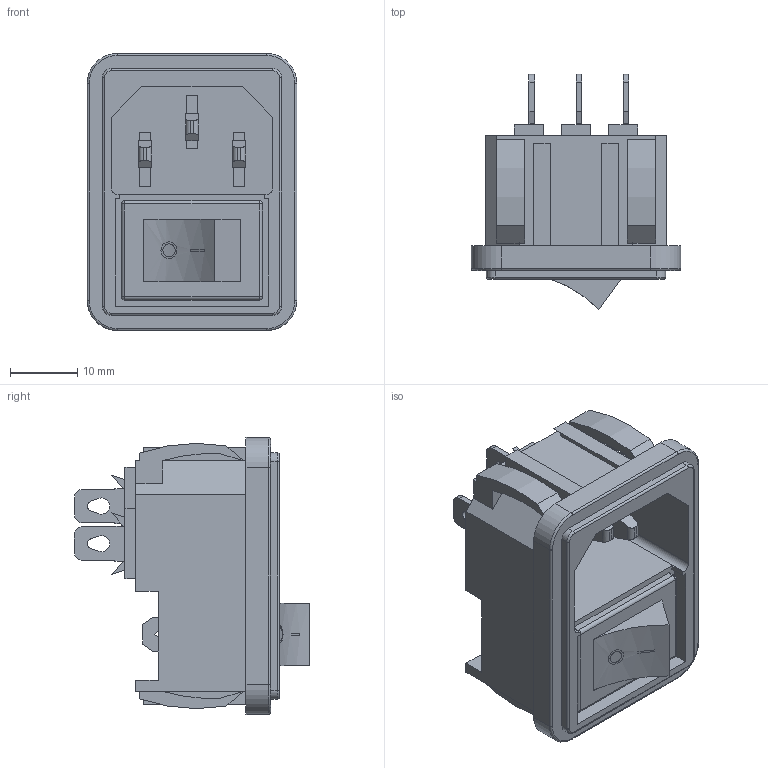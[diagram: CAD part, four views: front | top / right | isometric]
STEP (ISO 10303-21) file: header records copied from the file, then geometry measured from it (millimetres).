
FILE_DESCRIPTION(/* description */ (''),/* implementation_level */ '2;1');
FILE_NAME(/* name */ 'AC_connector_with_switch.stp',/* time_stamp */ '2021-08-10T03:48:20+03:00',/* author */ ('Boris'),/* organization */ (''),/* preprocessor_version */ 'ST-DEVELOPER v17.2',/* originating_system */ 'Autodesk Inventor 2019',/* authorisation */ '');
FILE_SCHEMA (('AUTOMOTIVE_DESIGN { 1 0 10303 214 3 1 1 }'));
Length unit declared in the file: millimetre
Products named in the file (5): AC_connector_with_switch; AC_connector_with_switch_base; AC_connector_with_swith_pin; AC_connector_with_swith_pin2; RockerSwitch
Assembly tree (5 placements, depth 2):
  AC_connector_with_switch
    AC_connector_with_switch_base
    AC_connector_with_swith_pin
    AC_connector_with_swith_pin2  x2
    RockerSwitch
Bounding box: 31.2 x 34.95 x 41.2 mm (x, y, z)
Volume: 10918.3 mm3; surface area: 11408.3 mm2
Topology: 5 solids, 5 shells, 391 faces, 1085 edges, 710 vertices
Faces by surface type: plane 315, cylinder 60, torus 8, sphere 4, bspline 4
Entity records: 11788 total; most frequent: CARTESIAN_POINT 2246, ORIENTED_EDGE 1982, DIRECTION 1821, EDGE_CURVE 991, LINE 867, VECTOR 867, VERTEX_POINT 646, AXIS2_PLACEMENT_3D 477
